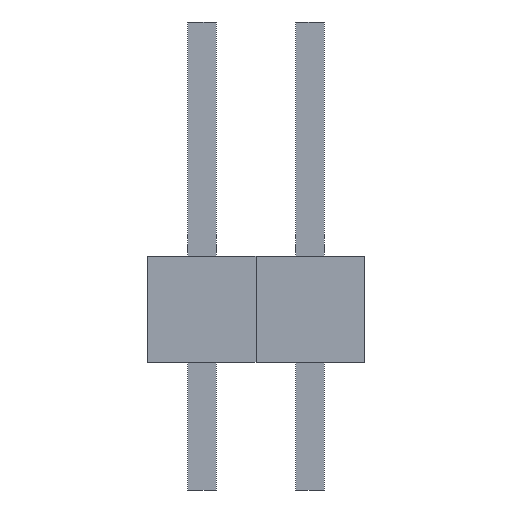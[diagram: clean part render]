
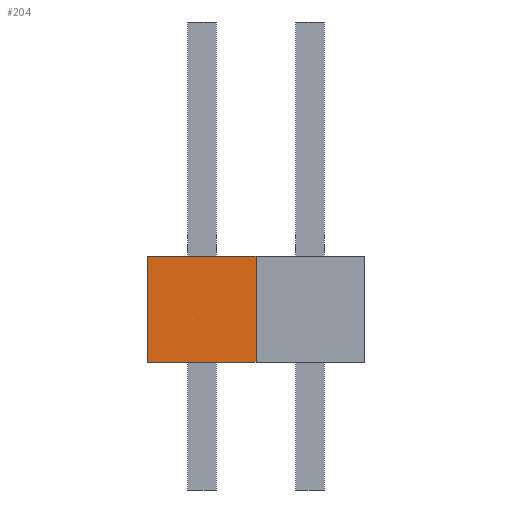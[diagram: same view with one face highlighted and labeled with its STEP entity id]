
A CAD part, front view. The second image highlights one B-rep face of the part: STEP entity #204.
In plain terms, the highlighted planar face has unit normal (0, -1, 0).
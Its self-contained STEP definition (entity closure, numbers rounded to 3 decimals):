
#13=DIRECTION('',(0.,0.,1.));
#14=DIRECTION('',(1.,0.,0.));
#155=EDGE_CURVE('',#156,#158,#160,.T.);
#156=VERTEX_POINT('',#157);
#157=CARTESIAN_POINT('',(-1.27,-1.271,0.));
#158=VERTEX_POINT('',#159);
#159=CARTESIAN_POINT('',(-1.27,-1.271,2.5));
#160=LINE('',#157,#161);
#161=VECTOR('',#13,1.);
#168=DIRECTION('',(0.,1.,0.));
#182=ORIENTED_EDGE('',*,*,#183,.F.);
#183=EDGE_CURVE('',#184,#186,#188,.T.);
#184=VERTEX_POINT('',#185);
#185=CARTESIAN_POINT('',(1.27,-1.271,0.));
#186=VERTEX_POINT('',#187);
#187=CARTESIAN_POINT('',(1.27,-1.271,2.5));
#188=LINE('',#185,#161);
#204=ADVANCED_FACE('',(#205),#215,.F.);
#205=FACE_BOUND('',#206,.F.);
#206=EDGE_LOOP('',(#207,#211,#212,#182));
#207=ORIENTED_EDGE('',*,*,#208,.F.);
#208=EDGE_CURVE('',#156,#184,#209,.T.);
#209=LINE('',#157,#210);
#210=VECTOR('',#14,1.);
#211=ORIENTED_EDGE('',*,*,#155,.T.);
#212=ORIENTED_EDGE('',*,*,#213,.T.);
#213=EDGE_CURVE('',#158,#186,#214,.T.);
#214=LINE('',#159,#210);
#215=PLANE('',#216);
#216=AXIS2_PLACEMENT_3D('',#157,#168,#13);
